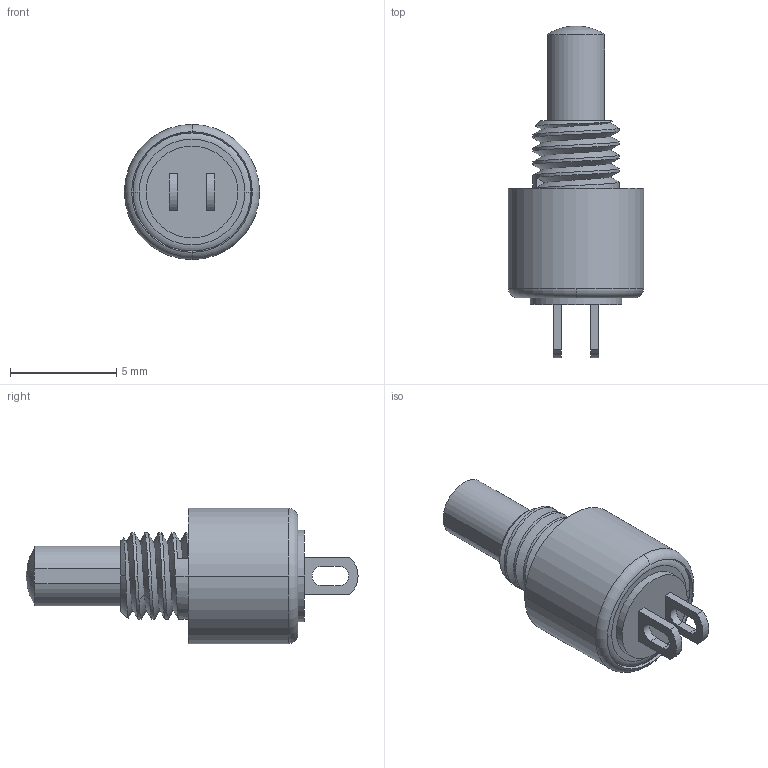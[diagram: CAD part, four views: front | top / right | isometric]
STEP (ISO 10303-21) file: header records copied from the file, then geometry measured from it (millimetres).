
FILE_DESCRIPTION((''),'2;1');
FILE_NAME('39-1','2017-10-10T',('sbuenzli'),(''),'PRO/ENGINEER BY PARAMETRIC TECHNOLOGY CORPORATION, 2016100','PRO/ENGINEER BY PARAMETRIC TECHNOLOGY CORPORATION, 2016100','');
FILE_SCHEMA(('CONFIG_CONTROL_DESIGN'));
Length unit declared in the file: inch
Products named in the file (1): 39-1
Bounding box: 6.35 x 15.6 x 6.35 mm (x, y, z)
Surface area: 296.9 mm2 (no closed solid volume)
Topology: 0 solids, 6 shells, 56 faces, 156 edges, 108 vertices
Faces by surface type: plane 22, cylinder 20, torus 4, bspline 4, cone 4, sphere 2
Entity records: 2878 total; most frequent: CARTESIAN_POINT 1423, DIRECTION 284, ORIENTED_EDGE 282, EDGE_CURVE 154, VERTEX_POINT 108, AXIS2_PLACEMENT_3D 103, VECTOR 78, LINE 78
